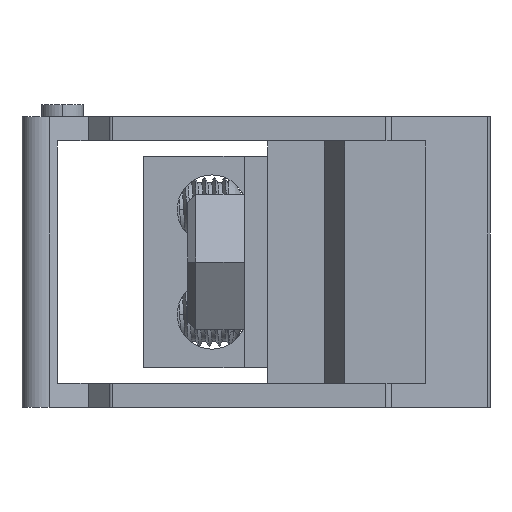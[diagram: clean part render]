
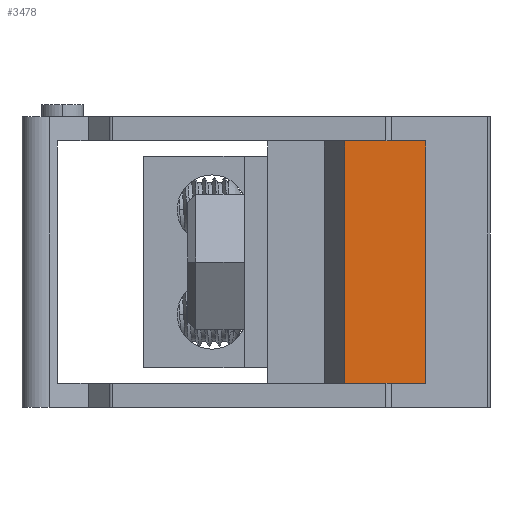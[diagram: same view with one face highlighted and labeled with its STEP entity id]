
A CAD part, left-side view. The second image highlights one B-rep face of the part: STEP entity #3478.
In plain terms, the highlighted planar face has unit normal (-1, 0, 0).
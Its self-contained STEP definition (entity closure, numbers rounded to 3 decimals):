
#1205=DIRECTION('',(0.,-1.,0.));
#1206=VECTOR('',#1205,10.015);
#1207=CARTESIAN_POINT('',(-86.833,69.009,33.));
#1208=LINE('',#1207,#1206);
#1209=DIRECTION('',(0.,0.,-1.));
#1210=VECTOR('',#1209,30.);
#1211=CARTESIAN_POINT('',(-86.833,58.995,33.));
#1212=LINE('',#1211,#1210);
#1213=DIRECTION('',(0.,1.,0.));
#1214=VECTOR('',#1213,10.015);
#1215=CARTESIAN_POINT('',(-86.833,58.995,3.));
#1216=LINE('',#1215,#1214);
#1217=DIRECTION('',(0.,0.,-1.));
#1218=VECTOR('',#1217,30.);
#1219=CARTESIAN_POINT('',(-86.833,69.009,33.));
#1220=LINE('',#1219,#1218);
#1589=CARTESIAN_POINT('',(-86.833,58.995,3.));
#1591=VERTEX_POINT('',#1589);
#1593=CARTESIAN_POINT('',(-86.833,58.995,33.));
#1594=VERTEX_POINT('',#1593);
#1617=CARTESIAN_POINT('',(-86.833,69.009,3.));
#1618=VERTEX_POINT('',#1617);
#1667=CARTESIAN_POINT('',(-86.833,69.009,33.));
#1668=VERTEX_POINT('',#1667);
#3466=CARTESIAN_POINT('',(-86.833,64.002,18.));
#3467=DIRECTION('',(1.,0.,0.));
#3468=DIRECTION('',(0.,-1.,0.));
#3469=AXIS2_PLACEMENT_3D('',#3466,#3467,#3468);
#3470=PLANE('',#3469);
#3471=ORIENTED_EDGE('',*,*,#2874,.T.);
#3472=ORIENTED_EDGE('',*,*,#2759,.T.);
#3473=ORIENTED_EDGE('',*,*,#2798,.T.);
#3475=ORIENTED_EDGE('',*,*,#3474,.F.);
#3476=EDGE_LOOP('',(#3471,#3472,#3473,#3475));
#3477=FACE_OUTER_BOUND('',#3476,.F.);
#3478=ADVANCED_FACE('',(#3477),#3470,.F.);
#2759=EDGE_CURVE('',#1594,#1591,#1212,.T.);
#2798=EDGE_CURVE('',#1591,#1618,#1216,.T.);
#2874=EDGE_CURVE('',#1668,#1594,#1208,.T.);
#3474=EDGE_CURVE('',#1668,#1618,#1220,.T.);
